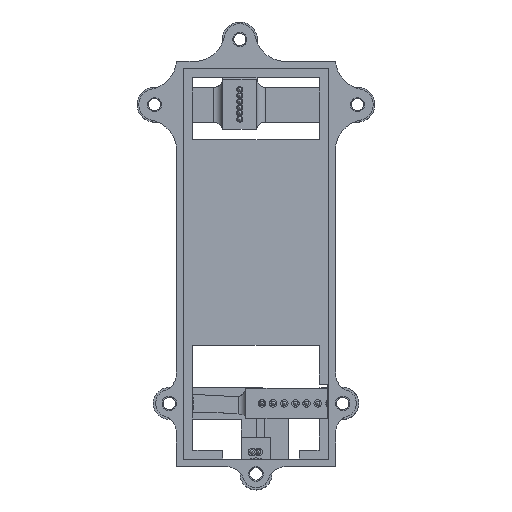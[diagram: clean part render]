
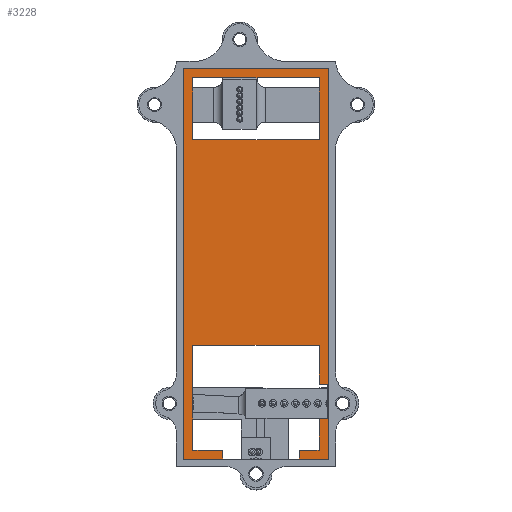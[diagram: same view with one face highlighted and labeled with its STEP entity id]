
A CAD part, top view. The second image highlights one B-rep face of the part: STEP entity #3228.
In plain terms, the highlighted planar face has unit normal (0, 0, 1).
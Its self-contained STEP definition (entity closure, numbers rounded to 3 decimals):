
#114=FACE_BOUND('',#591,.T.);
#115=FACE_BOUND('',#592,.T.);
#197=PLANE('',#3487);
#400=FACE_OUTER_BOUND('',#590,.T.);
#590=EDGE_LOOP('',(#2504,#2505,#2506,#2507));
#591=EDGE_LOOP('',(#2508,#2509,#2510,#2511,#2512,#2513,#2514,#2515,#2516,
#2517,#2518,#2519));
#592=EDGE_LOOP('',(#2520,#2521,#2522,#2523));
#952=LINE('',#4965,#1239);
#956=LINE('',#4973,#1243);
#959=LINE('',#4979,#1246);
#962=LINE('',#4984,#1249);
#966=LINE('',#4994,#1253);
#969=LINE('',#5000,#1256);
#972=LINE('',#5006,#1259);
#975=LINE('',#5010,#1262);
#978=LINE('',#5018,#1265);
#981=LINE('',#5024,#1268);
#984=LINE('',#5030,#1271);
#987=LINE('',#5036,#1274);
#990=LINE('',#5042,#1277);
#993=LINE('',#5048,#1280);
#996=LINE('',#5054,#1283);
#999=LINE('',#5060,#1286);
#1002=LINE('',#5066,#1289);
#1005=LINE('',#5072,#1292);
#1008=LINE('',#5078,#1295);
#1011=LINE('',#5082,#1298);
#1239=VECTOR('',#3982,10.);
#1243=VECTOR('',#3988,10.);
#1246=VECTOR('',#3993,10.);
#1249=VECTOR('',#3998,10.);
#1253=VECTOR('',#4006,10.);
#1256=VECTOR('',#4011,10.);
#1259=VECTOR('',#4016,10.);
#1262=VECTOR('',#4021,10.);
#1265=VECTOR('',#4026,10.);
#1268=VECTOR('',#4031,10.);
#1271=VECTOR('',#4036,10.);
#1274=VECTOR('',#4041,10.);
#1277=VECTOR('',#4046,10.);
#1280=VECTOR('',#4051,10.);
#1283=VECTOR('',#4056,10.);
#1286=VECTOR('',#4061,10.);
#1289=VECTOR('',#4066,10.);
#1292=VECTOR('',#4071,10.);
#1295=VECTOR('',#4076,10.);
#1298=VECTOR('',#4081,10.);
#1545=VERTEX_POINT('',#4963);
#1546=VERTEX_POINT('',#4964);
#1549=VERTEX_POINT('',#4972);
#1551=VERTEX_POINT('',#4978);
#1555=VERTEX_POINT('',#4991);
#1556=VERTEX_POINT('',#4993);
#1558=VERTEX_POINT('',#4999);
#1560=VERTEX_POINT('',#5005);
#1563=VERTEX_POINT('',#5015);
#1564=VERTEX_POINT('',#5017);
#1566=VERTEX_POINT('',#5023);
#1568=VERTEX_POINT('',#5029);
#1570=VERTEX_POINT('',#5035);
#1572=VERTEX_POINT('',#5041);
#1574=VERTEX_POINT('',#5047);
#1576=VERTEX_POINT('',#5053);
#1578=VERTEX_POINT('',#5059);
#1580=VERTEX_POINT('',#5065);
#1582=VERTEX_POINT('',#5071);
#1584=VERTEX_POINT('',#5077);
#1883=EDGE_CURVE('',#1545,#1546,#952,.T.);
#1887=EDGE_CURVE('',#1549,#1545,#956,.T.);
#1890=EDGE_CURVE('',#1546,#1551,#959,.T.);
#1893=EDGE_CURVE('',#1551,#1549,#962,.T.);
#1897=EDGE_CURVE('',#1556,#1555,#966,.T.);
#1900=EDGE_CURVE('',#1558,#1556,#969,.T.);
#1903=EDGE_CURVE('',#1560,#1558,#972,.T.);
#1906=EDGE_CURVE('',#1555,#1560,#975,.T.);
#1909=EDGE_CURVE('',#1564,#1563,#978,.T.);
#1912=EDGE_CURVE('',#1566,#1564,#981,.T.);
#1915=EDGE_CURVE('',#1568,#1566,#984,.T.);
#1918=EDGE_CURVE('',#1570,#1568,#987,.T.);
#1921=EDGE_CURVE('',#1572,#1570,#990,.T.);
#1924=EDGE_CURVE('',#1574,#1572,#993,.T.);
#1927=EDGE_CURVE('',#1576,#1574,#996,.T.);
#1930=EDGE_CURVE('',#1578,#1576,#999,.T.);
#1933=EDGE_CURVE('',#1580,#1578,#1002,.T.);
#1936=EDGE_CURVE('',#1582,#1580,#1005,.T.);
#1939=EDGE_CURVE('',#1584,#1582,#1008,.T.);
#1942=EDGE_CURVE('',#1563,#1584,#1011,.T.);
#2504=ORIENTED_EDGE('',*,*,#1887,.T.);
#2505=ORIENTED_EDGE('',*,*,#1883,.T.);
#2506=ORIENTED_EDGE('',*,*,#1890,.T.);
#2507=ORIENTED_EDGE('',*,*,#1893,.T.);
#2508=ORIENTED_EDGE('',*,*,#1942,.T.);
#2509=ORIENTED_EDGE('',*,*,#1939,.T.);
#2510=ORIENTED_EDGE('',*,*,#1936,.T.);
#2511=ORIENTED_EDGE('',*,*,#1933,.T.);
#2512=ORIENTED_EDGE('',*,*,#1930,.T.);
#2513=ORIENTED_EDGE('',*,*,#1927,.T.);
#2514=ORIENTED_EDGE('',*,*,#1924,.T.);
#2515=ORIENTED_EDGE('',*,*,#1921,.T.);
#2516=ORIENTED_EDGE('',*,*,#1918,.T.);
#2517=ORIENTED_EDGE('',*,*,#1915,.T.);
#2518=ORIENTED_EDGE('',*,*,#1912,.T.);
#2519=ORIENTED_EDGE('',*,*,#1909,.T.);
#2520=ORIENTED_EDGE('',*,*,#1906,.T.);
#2521=ORIENTED_EDGE('',*,*,#1903,.T.);
#2522=ORIENTED_EDGE('',*,*,#1900,.T.);
#2523=ORIENTED_EDGE('',*,*,#1897,.T.);
#3228=ADVANCED_FACE('',(#400,#114,#115),#197,.T.);
#3487=AXIS2_PLACEMENT_3D('',#5083,#4082,#4083);
#3982=DIRECTION('',(-1.,0.,0.));
#3988=DIRECTION('',(0.,1.,0.));
#3993=DIRECTION('',(0.,-1.,0.));
#3998=DIRECTION('',(1.,0.,0.));
#4006=DIRECTION('',(0.,-1.,0.));
#4011=DIRECTION('',(1.,0.,0.));
#4016=DIRECTION('',(0.,1.,0.));
#4021=DIRECTION('',(-1.,0.,0.));
#4026=DIRECTION('',(0.,1.,0.));
#4031=DIRECTION('',(-1.,0.,0.));
#4036=DIRECTION('',(0.,-1.,0.));
#4041=DIRECTION('',(-1.,0.,0.));
#4046=DIRECTION('',(0.,-1.,0.));
#4051=DIRECTION('',(-1.,0.,0.));
#4056=DIRECTION('',(0.,-1.,0.));
#4061=DIRECTION('',(1.,0.,0.));
#4066=DIRECTION('',(0.,-1.,0.));
#4071=DIRECTION('',(1.,0.,0.));
#4076=DIRECTION('',(0.,1.,0.));
#4081=DIRECTION('',(-1.,0.,0.));
#4082=DIRECTION('center_axis',(0.,0.,1.));
#4083=DIRECTION('ref_axis',(1.,0.,0.));
#4963=CARTESIAN_POINT('',(34.195,110.871,-3.828));
#4964=CARTESIAN_POINT('',(1.095,110.871,-3.828));
#4965=CARTESIAN_POINT('',(1.095,110.871,-3.828));
#4972=CARTESIAN_POINT('',(34.195,21.571,-3.828));
#4973=CARTESIAN_POINT('',(34.195,21.571,-3.828));
#4978=CARTESIAN_POINT('',(1.095,21.571,-3.828));
#4979=CARTESIAN_POINT('',(1.095,21.571,-3.828));
#4984=CARTESIAN_POINT('',(1.095,21.571,-3.828));
#4991=CARTESIAN_POINT('',(32.045,94.643,-3.828));
#4993=CARTESIAN_POINT('',(32.045,108.721,-3.828));
#4994=CARTESIAN_POINT('',(32.045,94.643,-3.828));
#4999=CARTESIAN_POINT('',(3.245,108.721,-3.828));
#5000=CARTESIAN_POINT('',(3.245,108.721,-3.828));
#5005=CARTESIAN_POINT('',(3.245,94.643,-3.828));
#5006=CARTESIAN_POINT('',(3.245,94.643,-3.828));
#5010=CARTESIAN_POINT('',(3.245,94.643,-3.828));
#5015=CARTESIAN_POINT('',(10.009,23.721,-3.828));
#5017=CARTESIAN_POINT('',(10.009,21.721,-3.828));
#5018=CARTESIAN_POINT('',(10.009,23.721,-3.828));
#5023=CARTESIAN_POINT('',(27.492,21.721,-3.828));
#5024=CARTESIAN_POINT('',(1.245,21.721,-3.828));
#5029=CARTESIAN_POINT('',(27.492,23.721,-3.828));
#5030=CARTESIAN_POINT('',(27.492,23.721,-3.828));
#5035=CARTESIAN_POINT('',(32.045,23.721,-3.828));
#5036=CARTESIAN_POINT('',(27.492,23.721,-3.828));
#5041=CARTESIAN_POINT('',(32.045,30.93,-3.828));
#5042=CARTESIAN_POINT('',(32.045,23.721,-3.828));
#5047=CARTESIAN_POINT('',(34.045,30.93,-3.828));
#5048=CARTESIAN_POINT('',(32.045,30.93,-3.828));
#5053=CARTESIAN_POINT('',(34.045,38.798,-3.828));
#5054=CARTESIAN_POINT('',(34.045,21.721,-3.828));
#5059=CARTESIAN_POINT('',(32.045,38.798,-3.828));
#5060=CARTESIAN_POINT('',(32.045,38.798,-3.828));
#5065=CARTESIAN_POINT('',(32.045,47.644,-3.828));
#5066=CARTESIAN_POINT('',(32.045,38.798,-3.828));
#5071=CARTESIAN_POINT('',(3.245,47.644,-3.828));
#5072=CARTESIAN_POINT('',(3.245,47.644,-3.828));
#5077=CARTESIAN_POINT('',(3.245,23.721,-3.828));
#5078=CARTESIAN_POINT('',(3.245,23.721,-3.828));
#5082=CARTESIAN_POINT('',(3.245,23.721,-3.828));
#5083=CARTESIAN_POINT('Origin',(17.645,66.221,-3.828));
